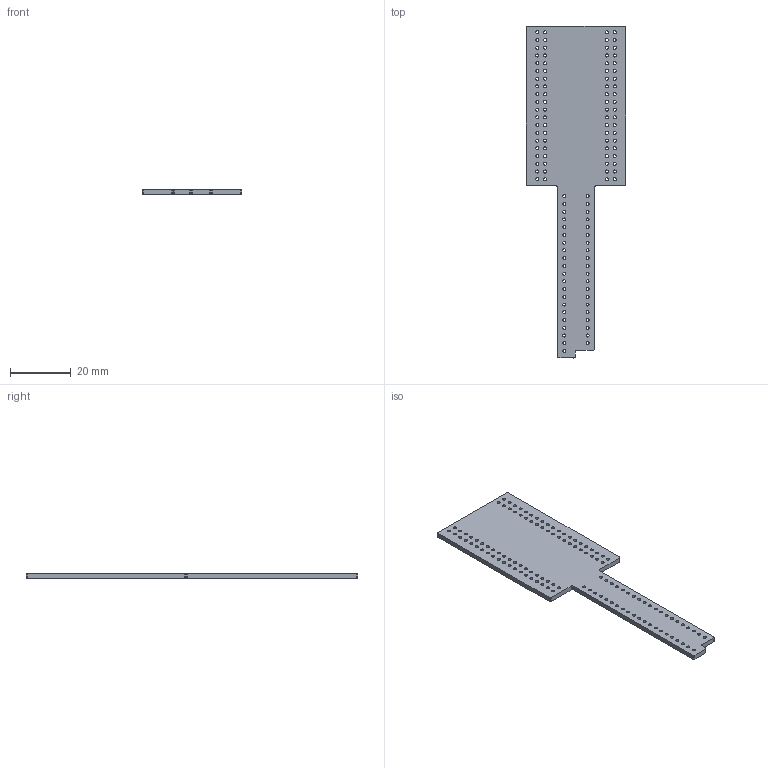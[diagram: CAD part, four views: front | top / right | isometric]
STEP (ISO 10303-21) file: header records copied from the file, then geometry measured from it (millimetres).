
FILE_DESCRIPTION(('PTSolns ESP Master Key'),'2;1');
FILE_NAME('PTSolns_ESP_Master_Key.step', '2025-02-13T12:27:32', (''), (''), 'v1.0', '', '');
FILE_SCHEMA(('AUTOMOTIVE_DESIGN { 1 0 10303 214 1 1 1 1 }'));
Length unit declared in the file: millimetre
Products named in the file (1): PTSolns_ESP_Master_Key
Bounding box: 32.62 x 109.01 x 1.6 mm (x, y, z)
Volume: 3667 mm3; surface area: 5641.7 mm2
Topology: 1 solids, 1 shells, 191 faces, 567 edges, 378 vertices
Faces by surface type: cylinder 121, plane 70
Full cylindrical faces by diameter (mm): 1 x121
Entity records: 7009 total; most frequent: DIRECTION 1193, CARTESIAN_POINT 1137, ORIENTED_EDGE 1134, EDGE_CURVE 567, AXIS2_PLACEMENT_3D 434, FACE_BOUND 433, EDGE_LOOP 433, VERTEX_POINT 378
